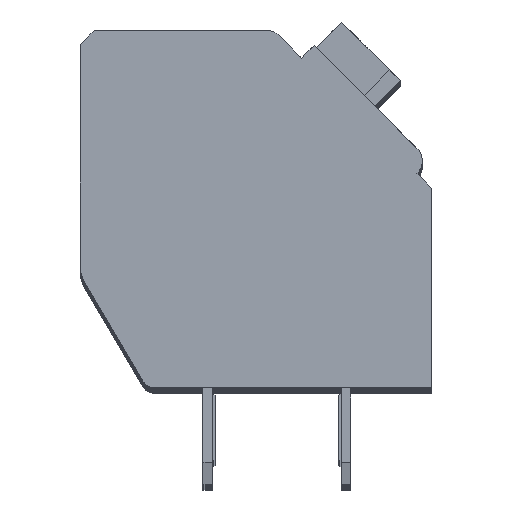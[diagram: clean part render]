
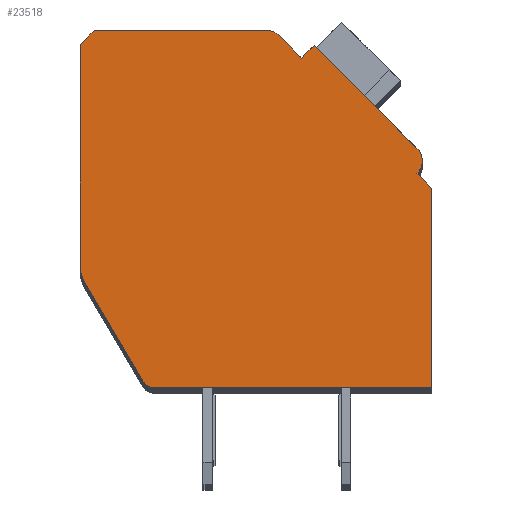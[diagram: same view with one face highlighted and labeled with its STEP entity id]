
A CAD part, top view. The second image highlights one B-rep face of the part: STEP entity #23518.
In plain terms, the highlighted planar face has unit normal (0, 0, 1).
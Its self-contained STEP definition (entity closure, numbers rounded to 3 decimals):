
#881=DIRECTION('',(0.,-1.,0.));
#882=VECTOR('',#881,8.053);
#883=CARTESIAN_POINT('',(-12.7,12.4,2.1));
#884=LINE('',#883,#882);
#885=DIRECTION('',(-0.707,-0.707,0.));
#886=VECTOR('',#885,0.707);
#887=CARTESIAN_POINT('',(-12.2,12.9,2.1));
#888=LINE('',#887,#886);
#889=DIRECTION('',(-1.,0.,0.));
#890=VECTOR('',#889,6.298);
#891=CARTESIAN_POINT('',(-5.902,12.9,2.1));
#892=LINE('',#891,#890);
#893=CARTESIAN_POINT('',(-5.902,12.4,2.1));
#894=DIRECTION('',(0.,0.,1.));
#895=DIRECTION('',(0.707,0.707,0.));
#896=AXIS2_PLACEMENT_3D('',#893,#894,#895);
#898=DIRECTION('',(-0.707,0.707,0.));
#899=VECTOR('',#898,1.197);
#900=CARTESIAN_POINT('',(-4.702,11.907,2.1));
#901=LINE('',#900,#899);
#902=DIRECTION('',(-0.707,-0.707,0.));
#903=VECTOR('',#902,0.65);
#904=CARTESIAN_POINT('',(-4.243,12.367,2.1));
#905=LINE('',#904,#903);
#906=DIRECTION('',(-0.707,0.707,0.));
#907=VECTOR('',#906,5.25);
#908=CARTESIAN_POINT('',(-0.53,8.655,2.1));
#909=LINE('',#908,#907);
#910=CARTESIAN_POINT('',(-0.99,8.195,2.1));
#911=DIRECTION('',(0.,0.,1.));
#912=DIRECTION('',(0.707,-0.707,0.));
#913=AXIS2_PLACEMENT_3D('',#910,#911,#912);
#915=DIRECTION('',(-0.707,0.707,0.));
#916=VECTOR('',#915,0.75);
#917=CARTESIAN_POINT('',(0.,7.205,2.1));
#918=LINE('',#917,#916);
#919=DIRECTION('',(0.,1.,0.));
#920=VECTOR('',#919,7.205);
#921=CARTESIAN_POINT('',(0.,0.,2.1));
#922=LINE('',#921,#920);
#923=DIRECTION('',(1.,0.,0.));
#924=VECTOR('',#923,10.014);
#925=CARTESIAN_POINT('',(-10.014,0.,2.1));
#926=LINE('',#925,#924);
#927=CARTESIAN_POINT('',(-10.014,0.5,2.1));
#928=DIRECTION('',(0.,0.,1.));
#929=DIRECTION('',(-0.862,-0.508,0.));
#930=AXIS2_PLACEMENT_3D('',#927,#928,#929);
#932=DIRECTION('',(0.508,-0.862,0.));
#933=VECTOR('',#932,4.17);
#934=CARTESIAN_POINT('',(-12.562,3.839,2.1));
#935=LINE('',#934,#933);
#936=CARTESIAN_POINT('',(-11.7,4.347,2.1));
#937=DIRECTION('',(0.,0.,1.));
#938=DIRECTION('',(-1.,0.,0.));
#939=AXIS2_PLACEMENT_3D('',#936,#937,#938);
#17313=CARTESIAN_POINT('',(-12.7,12.4,2.1));
#17314=CARTESIAN_POINT('',(-12.7,4.347,2.1));
#17315=VERTEX_POINT('',#17313);
#17316=VERTEX_POINT('',#17314);
#17317=CARTESIAN_POINT('',(-12.562,3.839,2.1));
#17318=VERTEX_POINT('',#17317);
#17319=CARTESIAN_POINT('',(-10.445,0.246,2.1));
#17320=VERTEX_POINT('',#17319);
#17321=CARTESIAN_POINT('',(-10.014,0.,2.1));
#17322=VERTEX_POINT('',#17321);
#17323=CARTESIAN_POINT('',(0.,0.,2.1));
#17324=VERTEX_POINT('',#17323);
#17325=CARTESIAN_POINT('',(0.,7.205,2.1));
#17326=VERTEX_POINT('',#17325);
#17327=CARTESIAN_POINT('',(-0.53,7.735,2.1));
#17328=VERTEX_POINT('',#17327);
#17329=CARTESIAN_POINT('',(-0.53,8.655,2.1));
#17330=VERTEX_POINT('',#17329);
#17331=CARTESIAN_POINT('',(-4.243,12.367,2.1));
#17332=VERTEX_POINT('',#17331);
#17333=CARTESIAN_POINT('',(-4.702,11.907,2.1));
#17334=VERTEX_POINT('',#17333);
#17335=CARTESIAN_POINT('',(-5.548,12.754,2.1));
#17336=VERTEX_POINT('',#17335);
#17337=CARTESIAN_POINT('',(-5.902,12.9,2.1));
#17338=VERTEX_POINT('',#17337);
#17339=CARTESIAN_POINT('',(-12.2,12.9,2.1));
#17340=VERTEX_POINT('',#17339);
#23486=CARTESIAN_POINT('',(0.,0.,2.1));
#23487=DIRECTION('',(0.,0.,1.));
#23488=DIRECTION('',(1.,0.,0.));
#23489=AXIS2_PLACEMENT_3D('',#23486,#23487,#23488);
#23490=PLANE('',#23489);
#23491=ORIENTED_EDGE('',*,*,#22693,.F.);
#23493=ORIENTED_EDGE('',*,*,#23492,.F.);
#23495=ORIENTED_EDGE('',*,*,#23494,.F.);
#23497=ORIENTED_EDGE('',*,*,#23496,.F.);
#23499=ORIENTED_EDGE('',*,*,#23498,.F.);
#23501=ORIENTED_EDGE('',*,*,#23500,.F.);
#23503=ORIENTED_EDGE('',*,*,#23502,.F.);
#23505=ORIENTED_EDGE('',*,*,#23504,.F.);
#23507=ORIENTED_EDGE('',*,*,#23506,.F.);
#23509=ORIENTED_EDGE('',*,*,#23508,.F.);
#23511=ORIENTED_EDGE('',*,*,#23510,.F.);
#23513=ORIENTED_EDGE('',*,*,#23512,.F.);
#23514=ORIENTED_EDGE('',*,*,#23121,.F.);
#23515=ORIENTED_EDGE('',*,*,#22849,.F.);
#23516=EDGE_LOOP('',(#23491,#23493,#23495,#23497,#23499,#23501,#23503,#23505,
#23507,#23509,#23511,#23513,#23514,#23515));
#23517=FACE_OUTER_BOUND('',#23516,.F.);
#897=CIRCLE('',#896,0.5);
#914=CIRCLE('',#913,0.65);
#931=CIRCLE('',#930,0.5);
#940=CIRCLE('',#939,1.);
#22693=EDGE_CURVE('',#17315,#17316,#884,.T.);
#22849=EDGE_CURVE('',#17316,#17318,#940,.T.);
#23121=EDGE_CURVE('',#17318,#17320,#935,.T.);
#23492=EDGE_CURVE('',#17340,#17315,#888,.T.);
#23494=EDGE_CURVE('',#17338,#17340,#892,.T.);
#23496=EDGE_CURVE('',#17336,#17338,#897,.T.);
#23498=EDGE_CURVE('',#17334,#17336,#901,.T.);
#23500=EDGE_CURVE('',#17332,#17334,#905,.T.);
#23502=EDGE_CURVE('',#17330,#17332,#909,.T.);
#23504=EDGE_CURVE('',#17328,#17330,#914,.T.);
#23506=EDGE_CURVE('',#17326,#17328,#918,.T.);
#23508=EDGE_CURVE('',#17324,#17326,#922,.T.);
#23510=EDGE_CURVE('',#17322,#17324,#926,.T.);
#23512=EDGE_CURVE('',#17320,#17322,#931,.T.);
#23518=ADVANCED_FACE('',(#23517),#23490,.T.);
